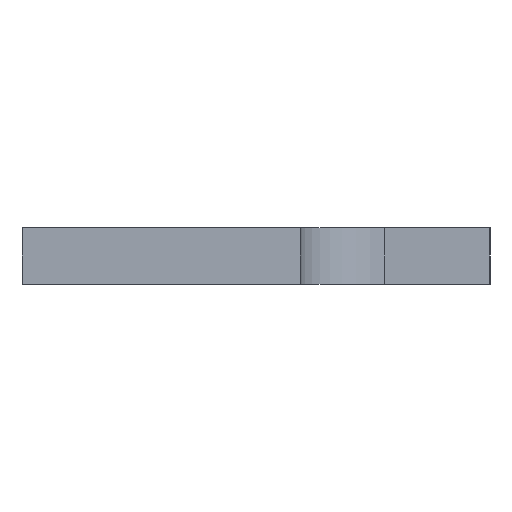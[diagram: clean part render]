
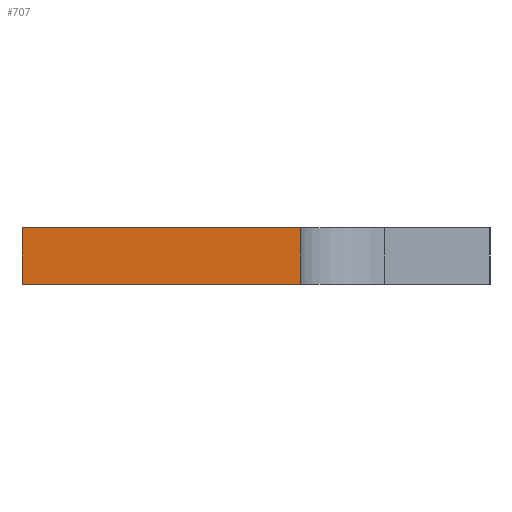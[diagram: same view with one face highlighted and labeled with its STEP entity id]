
A CAD part, left-side view. The second image highlights one B-rep face of the part: STEP entity #707.
In plain terms, the highlighted planar face has unit normal (-1, 0, 0).
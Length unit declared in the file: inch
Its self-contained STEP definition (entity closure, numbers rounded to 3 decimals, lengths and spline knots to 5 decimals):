
#37 = CARTESIAN_POINT ( 'NONE',  ( -0.653, -0.157, 0.032 ) ) ;
#49 = CARTESIAN_POINT ( 'NONE',  ( -0.653, 0., 0.032 ) ) ;
#67 = VERTEX_POINT ( 'NONE', #562 ) ;
#104 = DIRECTION ( 'NONE',  ( 0., 0., -1. ) ) ;
#112 = VECTOR ( 'NONE', #195, 39.37008 ) ;
#125 = PLANE ( 'NONE',  #482 ) ;
#136 = EDGE_LOOP ( 'NONE', ( #949, #313, #638, #343 ) ) ;
#166 = CARTESIAN_POINT ( 'NONE',  ( -0.653, -0.157, 0. ) ) ;
#195 = DIRECTION ( 'NONE',  ( 0., -1., 0. ) ) ;
#226 = CARTESIAN_POINT ( 'NONE',  ( -0.653, -0.157, 0.032 ) ) ;
#243 = VERTEX_POINT ( 'NONE', #755 ) ;
#279 = DIRECTION ( 'NONE',  ( 0., 0., -1. ) ) ;
#313 = ORIENTED_EDGE ( 'NONE', *, *, #980, .F. ) ;
#323 = CARTESIAN_POINT ( 'NONE',  ( -0.653, 0., 0.032 ) ) ;
#343 = ORIENTED_EDGE ( 'NONE', *, *, #847, .T. ) ;
#423 = FACE_OUTER_BOUND ( 'NONE', #136, .T. ) ;
#450 = LINE ( 'NONE', #166, #774 ) ;
#482 = AXIS2_PLACEMENT_3D ( 'NONE', #665, #505, #279 ) ;
#497 = VERTEX_POINT ( 'NONE', #640 ) ;
#505 = DIRECTION ( 'NONE',  ( 1., 0., 0. ) ) ;
#536 = DIRECTION ( 'NONE',  ( 0., 0., -1. ) ) ;
#562 = CARTESIAN_POINT ( 'NONE',  ( -0.653, -0.157, 0.032 ) ) ;
#595 = EDGE_CURVE ( 'NONE', #497, #243, #450, .T. ) ;
#606 = VERTEX_POINT ( 'NONE', #323 ) ;
#638 = ORIENTED_EDGE ( 'NONE', *, *, #786, .F. ) ;
#640 = CARTESIAN_POINT ( 'NONE',  ( -0.653, 0., 0. ) ) ;
#665 = CARTESIAN_POINT ( 'NONE',  ( -0.653, -0.157, 0.032 ) ) ;
#690 = LINE ( 'NONE', #226, #928 ) ;
#707 = ADVANCED_FACE ( 'NONE', ( #423 ), #125, .F. ) ;
#755 = CARTESIAN_POINT ( 'NONE',  ( -0.653, -0.157, 0. ) ) ;
#774 = VECTOR ( 'NONE', #950, 39.37008 ) ;
#786 = EDGE_CURVE ( 'NONE', #606, #67, #895, .T. ) ;
#801 = LINE ( 'NONE', #49, #844 ) ;
#844 = VECTOR ( 'NONE', #104, 39.37008 ) ;
#847 = EDGE_CURVE ( 'NONE', #606, #497, #801, .T. ) ;
#895 = LINE ( 'NONE', #37, #112 ) ;
#928 = VECTOR ( 'NONE', #536, 39.37008 ) ;
#949 = ORIENTED_EDGE ( 'NONE', *, *, #595, .T. ) ;
#950 = DIRECTION ( 'NONE',  ( 0., -1., 0. ) ) ;
#980 = EDGE_CURVE ( 'NONE', #67, #243, #690, .T. ) ;
